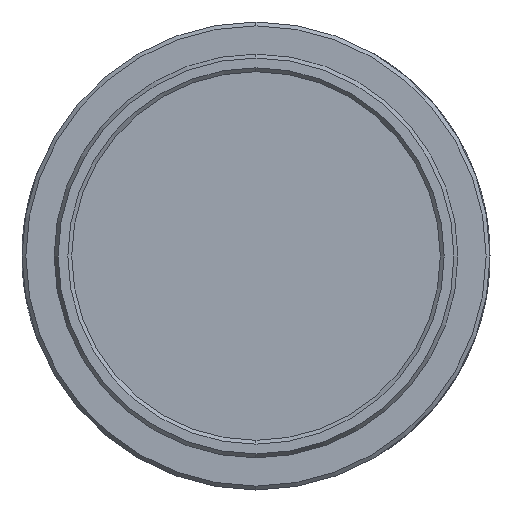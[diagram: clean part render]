
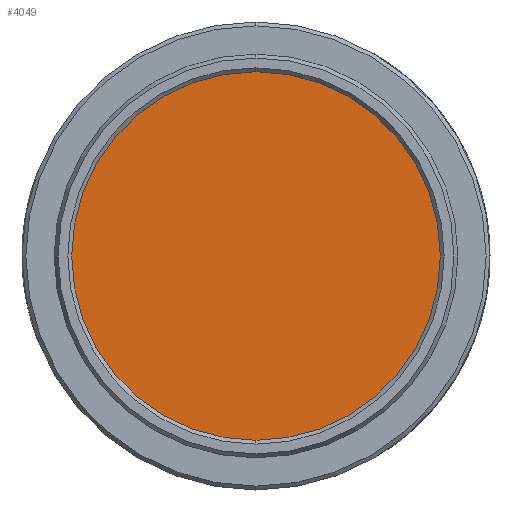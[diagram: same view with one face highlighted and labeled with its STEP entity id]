
A CAD part, left-side view. The second image highlights one B-rep face of the part: STEP entity #4049.
In plain terms, the highlighted planar face has unit normal (-1, 0, 0).
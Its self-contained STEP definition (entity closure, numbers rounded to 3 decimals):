
#1276 = VERTEX_POINT ( 'NONE', #10544 ) ;
#1545 = AXIS2_PLACEMENT_3D ( 'NONE', #11045, #4276, #12188 ) ;
#1564 = EDGE_CURVE ( 'NONE', #8601, #1276, #10415, .T. ) ;
#1728 = ORIENTED_EDGE ( 'NONE', *, *, #1564, .F. ) ;
#2102 = DIRECTION ( 'NONE',  ( 1., 0., 0. ) ) ;
#2536 = CARTESIAN_POINT ( 'NONE',  ( -1.905, 0., 0. ) ) ;
#3520 = FACE_OUTER_BOUND ( 'NONE', #8869, .T. ) ;
#3660 = DIRECTION ( 'NONE',  ( 0., 0.525, -0.851 ) ) ;
#3891 = EDGE_CURVE ( 'NONE', #1276, #8601, #7922, .T. ) ;
#4049 = ADVANCED_FACE ( 'NONE', ( #3520 ), #11509, .F. ) ;
#4276 = DIRECTION ( 'NONE',  ( 1., 0., 0. ) ) ;
#4917 = CARTESIAN_POINT ( 'NONE',  ( -1.905, -6.671, 10.807 ) ) ;
#6825 = AXIS2_PLACEMENT_3D ( 'NONE', #2536, #10422, #3660 ) ;
#6920 = ORIENTED_EDGE ( 'NONE', *, *, #3891, .F. ) ;
#7922 = CIRCLE ( 'NONE', #1545, 12.7 ) ;
#8166 = CARTESIAN_POINT ( 'NONE',  ( -1.905, 0., 0. ) ) ;
#8601 = VERTEX_POINT ( 'NONE', #4917 ) ;
#8869 = EDGE_LOOP ( 'NONE', ( #6920, #1728 ) ) ;
#9999 = DIRECTION ( 'NONE',  ( 0., 0.525, -0.851 ) ) ;
#10415 = CIRCLE ( 'NONE', #12797, 12.7 ) ;
#10422 = DIRECTION ( 'NONE',  ( 1., 0., 0. ) ) ;
#10544 = CARTESIAN_POINT ( 'NONE',  ( -1.905, 6.671, -10.807 ) ) ;
#11045 = CARTESIAN_POINT ( 'NONE',  ( -1.905, 0., 0. ) ) ;
#11509 = PLANE ( 'NONE',  #6825 ) ;
#12188 = DIRECTION ( 'NONE',  ( 0., 0.525, -0.851 ) ) ;
#12797 = AXIS2_PLACEMENT_3D ( 'NONE', #8166, #2102, #9999 ) ;
